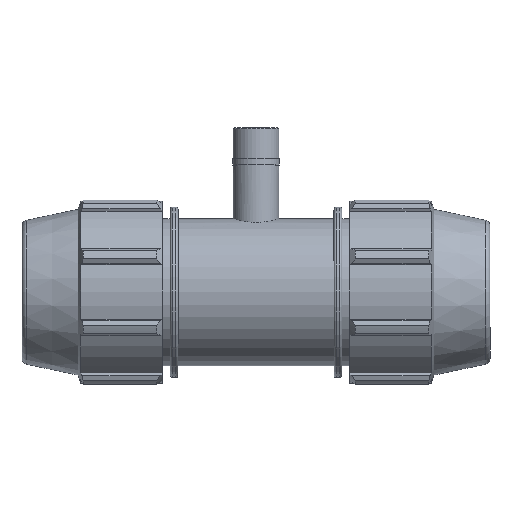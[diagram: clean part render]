
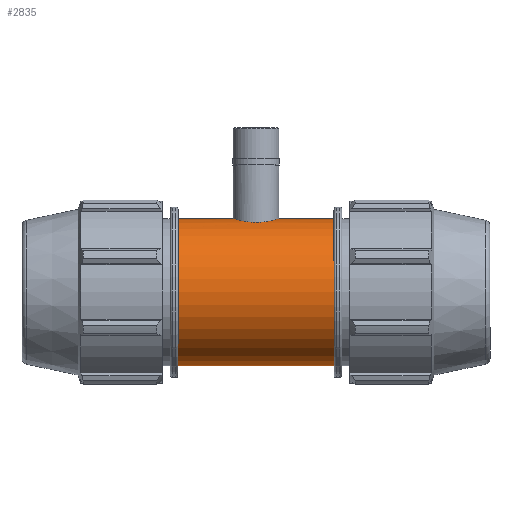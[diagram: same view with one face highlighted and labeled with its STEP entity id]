
A CAD part, top view. The second image highlights one B-rep face of the part: STEP entity #2835.
In plain terms, the highlighted cylindrical face has radius 42.375 mm (diameter 84.75 mm), a full revolution.
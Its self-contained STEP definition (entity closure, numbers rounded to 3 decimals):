
#612=FACE_BOUND('',#964,.T.);
#613=FACE_BOUND('',#965,.T.);
#616=B_SPLINE_CURVE_WITH_KNOTS('',3,(#3858,#3859,#3860,#3861,#3862,#3863,
#3864,#3865,#3866,#3867,#3868,#3869,#3870,#3871,#3872,#3873,#3874,#3875,
#3876,#3877,#3878,#3879,#3880,#3881,#3882,#3883,#3884,#3885,#3886,#3887,
#3888,#3889,#3890,#3891,#3892,#3893,#3894,#3895,#3896,#3897,#3898,#3899),
 .UNSPECIFIED.,.T.,.F.,(4,2,2,2,2,2,2,2,2,2,2,2,2,2,2,2,2,2,2,2,4),(0.,
0.251,0.502,1.003,1.505,2.007,
2.508,3.01,3.511,3.762,4.013,
4.264,4.515,5.017,5.518,6.02,
6.521,7.023,7.524,7.775,8.026),
 .UNSPECIFIED.);
#769=FACE_OUTER_BOUND('',#963,.T.);
#963=EDGE_LOOP('',(#2478));
#964=EDGE_LOOP('',(#2479));
#965=EDGE_LOOP('',(#2480));
#1028=CIRCLE('',#2955,42.375);
#1084=CIRCLE('',#3085,42.375);
#1090=VERTEX_POINT('',#3857);
#1221=VERTEX_POINT('',#4360);
#1349=VERTEX_POINT('',#4819);
#1355=EDGE_CURVE('',#1090,#1090,#616,.T.);
#1533=EDGE_CURVE('',#1221,#1221,#1028,.T.);
#1726=EDGE_CURVE('',#1349,#1349,#1084,.T.);
#2478=ORIENTED_EDGE('',*,*,#1533,.T.);
#2479=ORIENTED_EDGE('',*,*,#1355,.T.);
#2480=ORIENTED_EDGE('',*,*,#1726,.F.);
#2527=CYLINDRICAL_SURFACE('',#3110,42.375);
#2835=ADVANCED_FACE('',(#769,#612,#613),#2527,.T.);
#2955=AXIS2_PLACEMENT_3D('',#4361,#3432,#3433);
#3085=AXIS2_PLACEMENT_3D('',#4820,#3797,#3798);
#3110=AXIS2_PLACEMENT_3D('',#4849,#3847,#3848);
#3432=DIRECTION('center_axis',(1.,0.,0.));
#3433=DIRECTION('ref_axis',(0.,0.,-1.));
#3797=DIRECTION('center_axis',(1.,0.,0.));
#3798=DIRECTION('ref_axis',(0.,0.,-1.));
#3847=DIRECTION('center_axis',(1.,0.,0.));
#3848=DIRECTION('ref_axis',(0.,1.,0.));
#3857=CARTESIAN_POINT('',(0.,40.26,13.221));
#3858=CARTESIAN_POINT('Ctrl Pts',(0.,40.26,
13.221));
#3859=CARTESIAN_POINT('Ctrl Pts',(-0.836,40.26,13.221));
#3860=CARTESIAN_POINT('Ctrl Pts',(-1.699,40.287,13.14));
#3861=CARTESIAN_POINT('Ctrl Pts',(-3.412,40.395,12.803));
#3862=CARTESIAN_POINT('Ctrl Pts',(-4.261,40.477,12.546));
#3863=CARTESIAN_POINT('Ctrl Pts',(-6.702,40.782,11.531));
#3864=CARTESIAN_POINT('Ctrl Pts',(-8.181,41.067,10.516));
#3865=CARTESIAN_POINT('Ctrl Pts',(-10.516,41.595,8.181));
#3866=CARTESIAN_POINT('Ctrl Pts',(-11.531,41.874,6.702));
#3867=CARTESIAN_POINT('Ctrl Pts',(-12.884,42.266,3.448));
#3868=CARTESIAN_POINT('Ctrl Pts',(-13.221,42.375,1.672));
#3869=CARTESIAN_POINT('Ctrl Pts',(-13.221,42.375,-1.672));
#3870=CARTESIAN_POINT('Ctrl Pts',(-12.884,42.266,-3.448));
#3871=CARTESIAN_POINT('Ctrl Pts',(-11.531,41.874,-6.702));
#3872=CARTESIAN_POINT('Ctrl Pts',(-10.516,41.595,-8.181));
#3873=CARTESIAN_POINT('Ctrl Pts',(-8.181,41.067,-10.516));
#3874=CARTESIAN_POINT('Ctrl Pts',(-6.702,40.782,-11.531));
#3875=CARTESIAN_POINT('Ctrl Pts',(-4.261,40.477,-12.546));
#3876=CARTESIAN_POINT('Ctrl Pts',(-3.412,40.395,-12.803));
#3877=CARTESIAN_POINT('Ctrl Pts',(-1.699,40.287,-13.14));
#3878=CARTESIAN_POINT('Ctrl Pts',(-0.836,40.26,-13.221));
#3879=CARTESIAN_POINT('Ctrl Pts',(0.836,40.26,-13.221));
#3880=CARTESIAN_POINT('Ctrl Pts',(1.699,40.287,-13.14));
#3881=CARTESIAN_POINT('Ctrl Pts',(3.412,40.395,-12.803));
#3882=CARTESIAN_POINT('Ctrl Pts',(4.261,40.477,-12.546));
#3883=CARTESIAN_POINT('Ctrl Pts',(6.702,40.782,-11.531));
#3884=CARTESIAN_POINT('Ctrl Pts',(8.181,41.067,-10.516));
#3885=CARTESIAN_POINT('Ctrl Pts',(10.516,41.595,-8.181));
#3886=CARTESIAN_POINT('Ctrl Pts',(11.531,41.874,-6.702));
#3887=CARTESIAN_POINT('Ctrl Pts',(12.884,42.266,-3.448));
#3888=CARTESIAN_POINT('Ctrl Pts',(13.221,42.375,-1.672));
#3889=CARTESIAN_POINT('Ctrl Pts',(13.221,42.375,1.672));
#3890=CARTESIAN_POINT('Ctrl Pts',(12.884,42.266,3.448));
#3891=CARTESIAN_POINT('Ctrl Pts',(11.531,41.874,6.702));
#3892=CARTESIAN_POINT('Ctrl Pts',(10.516,41.595,8.181));
#3893=CARTESIAN_POINT('Ctrl Pts',(8.181,41.067,10.516));
#3894=CARTESIAN_POINT('Ctrl Pts',(6.702,40.782,11.531));
#3895=CARTESIAN_POINT('Ctrl Pts',(4.261,40.477,12.546));
#3896=CARTESIAN_POINT('Ctrl Pts',(3.412,40.395,12.803));
#3897=CARTESIAN_POINT('Ctrl Pts',(1.699,40.287,13.14));
#3898=CARTESIAN_POINT('Ctrl Pts',(0.836,40.26,13.221));
#3899=CARTESIAN_POINT('Ctrl Pts',(0.,40.26,
13.221));
#4360=CARTESIAN_POINT('',(-45.,42.375,0.));
#4361=CARTESIAN_POINT('Origin',(-45.,0.,0.));
#4819=CARTESIAN_POINT('',(45.,42.375,0.));
#4820=CARTESIAN_POINT('Origin',(45.,0.,0.));
#4849=CARTESIAN_POINT('Origin',(22.5,0.,0.));
